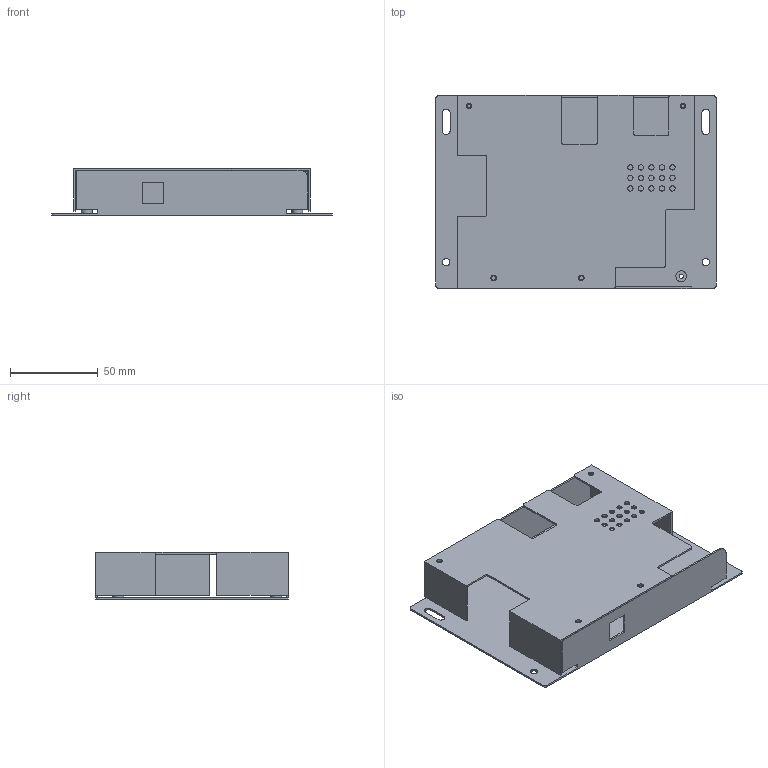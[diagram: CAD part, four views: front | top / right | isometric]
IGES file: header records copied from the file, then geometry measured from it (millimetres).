
Global section: file name: cbez-case; native system: Autodesk Inventor 2024; preprocessor: unknown; author: jimbo; date: 20230525.090723; units: millimetre
Bounding box: 160 x 110 x 27 mm (x, y, z)
Volume: 40975.3 mm3; surface area: 83349.6 mm2
Topology: 2 solids, 2 shells, 142 faces, 431 edges, 301 vertices
Faces by surface type: bspline 142
